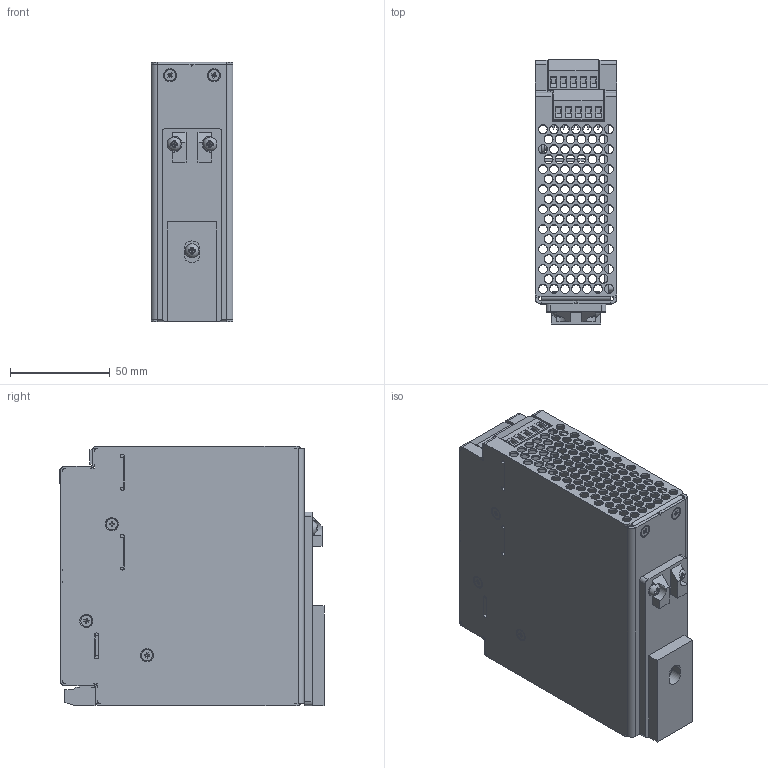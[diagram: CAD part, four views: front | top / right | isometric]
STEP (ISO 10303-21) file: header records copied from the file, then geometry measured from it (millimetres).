
FILE_DESCRIPTION(('STEP AP214'), '1');
FILE_NAME('栖闉罻', '', ('UNSPECIFIED'), ('UNSPECIFIED'), 'ASCON STEP Converter 1.6', 'ASCON Math Kernel', '');
FILE_SCHEMA(('AUTOMOTIVE_DESIGN { 1 0 10303 214 3 1 1}'));
Length unit declared in the file: millimetre
Products named in the file (2): 櫛ち.436237.005
Assembly tree (1 placements, depth 2):
  (unnamed)
    櫛ち.436237.005
Bounding box: 41 x 132.3 x 130 mm (x, y, z)
Volume: 157484.3 mm3; surface area: 151262.8 mm2
Topology: 1 solids, 1 shells, 1664 faces, 4331 edges, 2765 vertices
Faces by surface type: plane 1158, cylinder 446, cone 56, sphere 3, torus 1
Full cylindrical faces by diameter (mm): 1.5 x8, 2.459 x4, 3 x8, 3.2 x2, 3.242 x2, 3.5 x13, 4 x9, 4.2 x2, 4.5 x235, 5 x4, 5.5 x1, 5.6 x9, 6 x4, 7 x3, 7.9 x3
Entity records: 63626 total; most frequent: CARTESIAN_POINT 8828, DIRECTION 8293, ORIENTED_EDGE 7950, EDGE_CURVE 3975, LINE 2853, VECTOR 2853, VERTEX_POINT 2763, AXIS2_PLACEMENT_3D 2720
